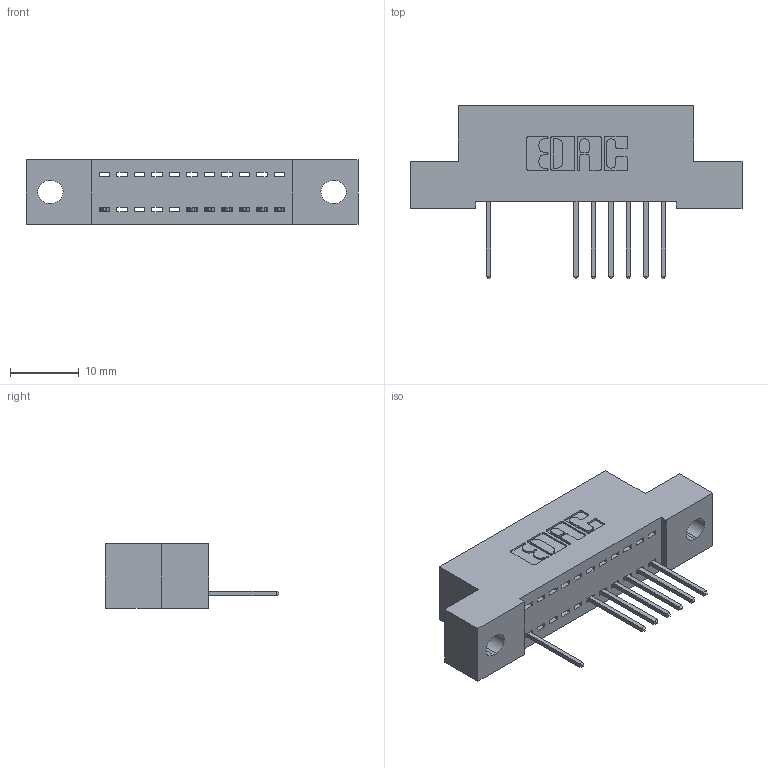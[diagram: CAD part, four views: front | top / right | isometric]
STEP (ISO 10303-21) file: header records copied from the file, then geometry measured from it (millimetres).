
FILE_DESCRIPTION (( 'STEP AP203' ), '1' );
FILE_NAME ('392-011-523-102.STEP', '2018-08-14T21:13:24', ( '' ), ( '' ), 'SwSTEP 2.0', 'SolidWorks 2016', '' );
FILE_SCHEMA (( 'CONFIG_CONTROL_DESIGN' ));
Length unit declared in the file: inch
Products named in the file (3): 342 Part_.128 Slot; 345-292-001_345-293-123; 392-011-523-102
Assembly tree (8 placements, depth 2):
  392-011-523-102
    342 Part_.128 Slot
    345-292-001_345-293-123  x7
Bounding box: 48.26 x 25.15 x 9.4 mm (x, y, z)
Volume: 4016.7 mm3; surface area: 4848.7 mm2
Topology: 8 solids, 8 shells, 568 faces, 1711 edges, 1130 vertices
Faces by surface type: plane 412, cylinder 156
Entity records: 10627 total; most frequent: CARTESIAN_POINT 1863, ORIENTED_EDGE 1814, DIRECTION 1629, EDGE_CURVE 907, LINE 779, VECTOR 779, VERTEX_POINT 602, AXIS2_PLACEMENT_3D 425
